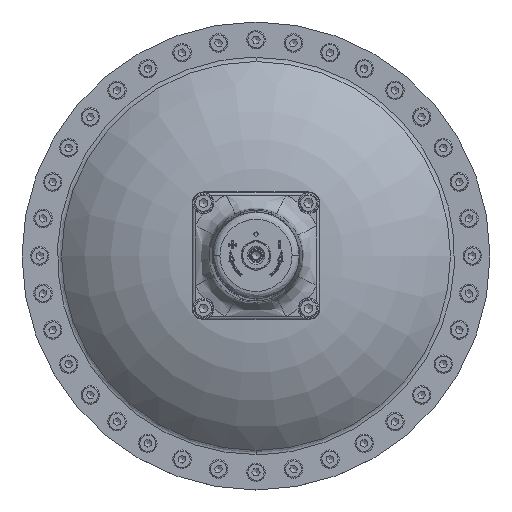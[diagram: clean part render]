
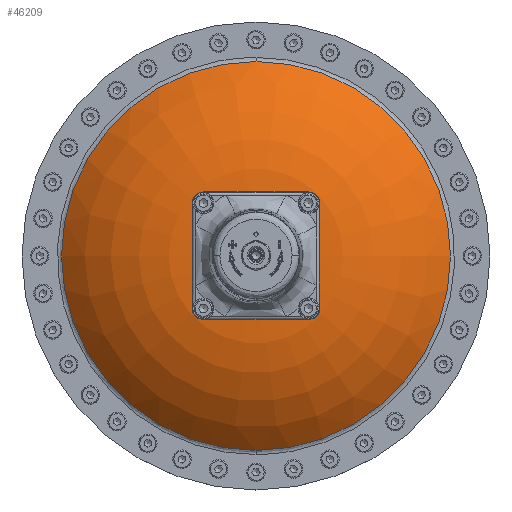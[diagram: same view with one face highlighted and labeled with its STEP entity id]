
A CAD part, top view. The second image highlights one B-rep face of the part: STEP entity #46209.
In plain terms, the highlighted toroidal (fillet/blend) face has major radius 40.02 mm and minor radius 136 mm.
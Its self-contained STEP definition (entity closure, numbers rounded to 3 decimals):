
#30839=CARTESIAN_POINT('',(0.,137.143,132.366));
#30840=VERTEX_POINT('',#30839);
#30857=CARTESIAN_POINT('',(137.143,-0.,132.366));
#30858=VERTEX_POINT('',#30857);
#30859=CARTESIAN_POINT('',(0.,-0.,132.366));
#30860=DIRECTION('',(-0.,-0.,-1.));
#30861=DIRECTION('',(-1.,-0.,0.));
#30862=AXIS2_PLACEMENT_3D('',#30859,#30860,#30861);
#30863=CIRCLE('',#30862,137.143);
#30864=EDGE_CURVE('NONE',#30840,#30858,#30863,.T.);
#30866=CARTESIAN_POINT('',(0.,-137.143,132.366));
#30867=VERTEX_POINT('',#30866);
#30868=CARTESIAN_POINT('',(0.,-0.,132.366));
#30869=DIRECTION('',(-0.,-0.,-1.));
#30870=DIRECTION('',(-1.,-0.,0.));
#30871=AXIS2_PLACEMENT_3D('',#30868,#30869,#30870);
#30872=CIRCLE('',#30871,137.143);
#30873=EDGE_CURVE('NONE',#30858,#30867,#30872,.T.);
#46158=CARTESIAN_POINT('',(0.,-0.,37.166));
#46159=DIRECTION('',(0.,0.,1.));
#46160=DIRECTION('',(-1.,-0.,0.));
#46161=AXIS2_PLACEMENT_3D('',#46158,#46159,#46160);
#46162=DEGENERATE_TOROIDAL_SURFACE('',#46161,40.02,136.,.T.);
#46163=CARTESIAN_POINT('',(-40.02,-0.,173.166));
#46164=VERTEX_POINT('',#46163);
#46165=CARTESIAN_POINT('',(-137.143,-0.,132.366));
#46166=VERTEX_POINT('',#46165);
#46167=CARTESIAN_POINT('',(-40.02,-0.,37.166));
#46168=DIRECTION('',(0.,-1.,0.));
#46169=DIRECTION('',(-1.,-0.,0.));
#46170=AXIS2_PLACEMENT_3D('',#46167,#46168,#46169);
#46171=CIRCLE('',#46170,136.);
#46172=EDGE_CURVE('',#46164,#46166,#46171,.T.);
#46173=ORIENTED_EDGE('',*,*,#46172,.T.);
#46174=CARTESIAN_POINT('',(0.,-0.,132.366));
#46175=DIRECTION('',(-0.,-0.,-1.));
#46176=DIRECTION('',(-1.,-0.,0.));
#46177=AXIS2_PLACEMENT_3D('',#46174,#46175,#46176);
#46178=CIRCLE('',#46177,137.143);
#46179=EDGE_CURVE('NONE',#30867,#46166,#46178,.T.);
#46180=ORIENTED_EDGE('',*,*,#46179,.F.);
#46181=ORIENTED_EDGE('',*,*,#30873,.F.);
#46182=ORIENTED_EDGE('',*,*,#30864,.F.);
#46183=CARTESIAN_POINT('',(0.,-0.,132.366));
#46184=DIRECTION('',(-0.,-0.,-1.));
#46185=DIRECTION('',(-1.,-0.,0.));
#46186=AXIS2_PLACEMENT_3D('',#46183,#46184,#46185);
#46187=CIRCLE('',#46186,137.143);
#46188=EDGE_CURVE('NONE',#46166,#30840,#46187,.T.);
#46189=ORIENTED_EDGE('',*,*,#46188,.F.);
#46190=ORIENTED_EDGE('',*,*,#46172,.F.);
#46191=CARTESIAN_POINT('',(40.02,-0.,173.166));
#46192=VERTEX_POINT('',#46191);
#46193=CARTESIAN_POINT('',(0.,-0.,173.166));
#46194=DIRECTION('',(0.,0.,1.));
#46195=DIRECTION('',(-1.,-0.,0.));
#46196=AXIS2_PLACEMENT_3D('',#46193,#46194,#46195);
#46197=CIRCLE('',#46196,40.02);
#46198=EDGE_CURVE('NONE',#46192,#46164,#46197,.T.);
#46199=ORIENTED_EDGE('',*,*,#46198,.F.);
#46200=CARTESIAN_POINT('',(0.,-0.,173.166));
#46201=DIRECTION('',(0.,0.,1.));
#46202=DIRECTION('',(-1.,-0.,0.));
#46203=AXIS2_PLACEMENT_3D('',#46200,#46201,#46202);
#46204=CIRCLE('',#46203,40.02);
#46205=EDGE_CURVE('NONE',#46164,#46192,#46204,.T.);
#46206=ORIENTED_EDGE('',*,*,#46205,.F.);
#46207=EDGE_LOOP('',(#46173,#46180,#46181,#46182,#46189,#46190,#46199,#46206));
#46208=FACE_BOUND('',#46207,.T.);
#46209=ADVANCED_FACE('NONE',(#46208),#46162,.T.);
